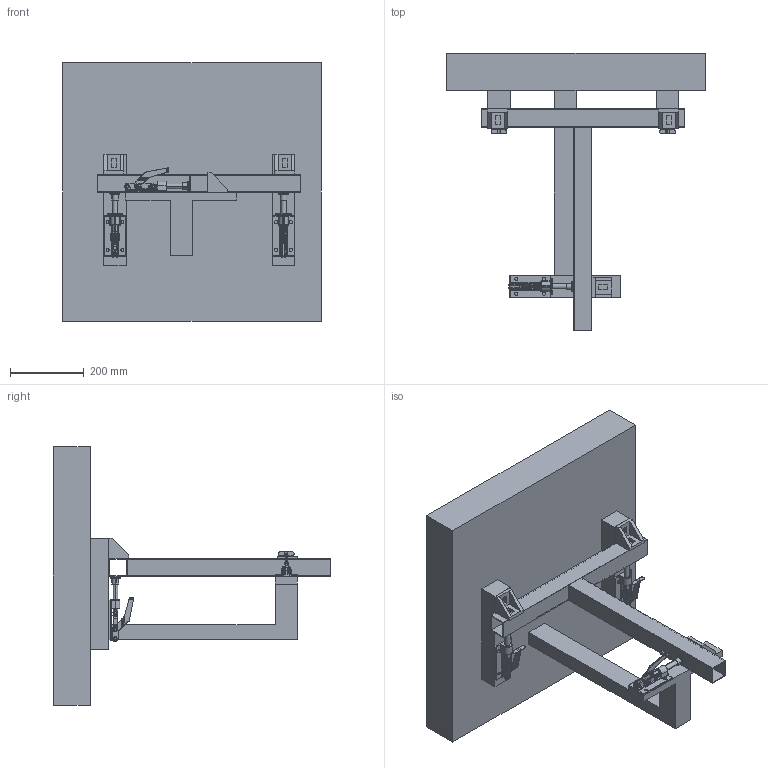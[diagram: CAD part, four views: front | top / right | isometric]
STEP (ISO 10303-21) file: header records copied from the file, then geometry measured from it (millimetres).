
FILE_DESCRIPTION (( 'STEP AP214' ), '1' );
FILE_NAME ('t joint1.STEP', '2025-12-09T15:35:47', ( '' ), ( '' ), 'SwSTEP 2.0', 'SolidWorks 2023', '' );
FILE_SCHEMA (( 'AUTOMOTIVE_DESIGN' ));
Length unit declared in the file: millimetre
Products named in the file (8): Part4; Part3; Part1; TOGGLE CLAMP; t joint1; clamp; Part1^t joint1; Part2
Assembly tree (12 placements, depth 2):
  t joint1
    Part1  x2
    TOGGLE CLAMP  x3
    clamp  x3
    Part2
    Part3  x2
    Part4
  Part1^t joint1
Bounding box: 700 x 750 x 700 mm (x, y, z)
Volume: 53850513.2 mm3; surface area: 2187099.6 mm2
Topology: 39 solids, 39 shells, 884 faces, 2154 edges, 1360 vertices
Faces by surface type: cylinder 402, plane 368, torus 48, cone 36, bspline 18, sphere 12
Entity records: 9936 total; most frequent: CARTESIAN_POINT 2139, DIRECTION 1616, ORIENTED_EDGE 1508, EDGE_CURVE 754, AXIS2_PLACEMENT_3D 589, VERTEX_POINT 480, VECTOR 438, LINE 438
